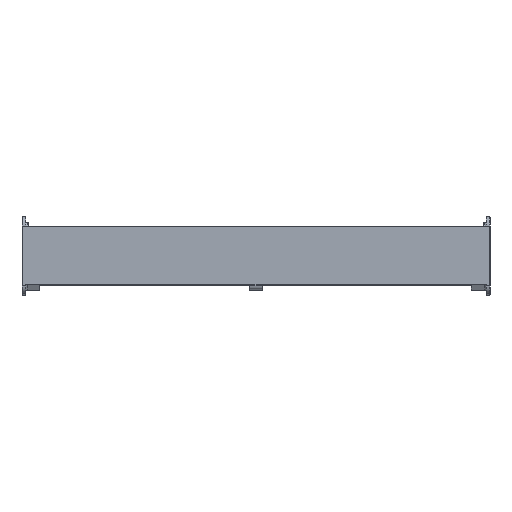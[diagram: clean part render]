
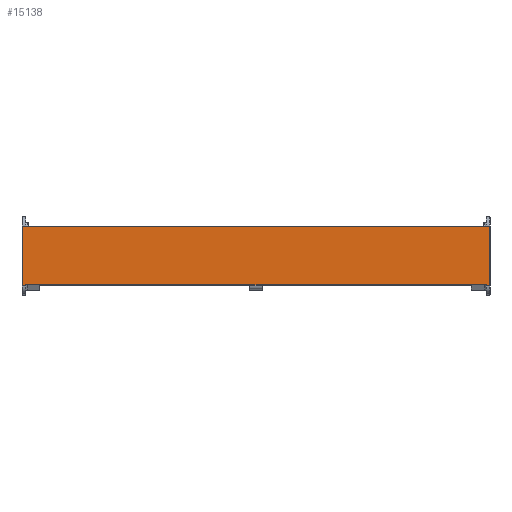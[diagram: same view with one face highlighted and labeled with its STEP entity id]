
A CAD part, top view. The second image highlights one B-rep face of the part: STEP entity #15138.
In plain terms, the highlighted planar face has unit normal (0, 0, 1).
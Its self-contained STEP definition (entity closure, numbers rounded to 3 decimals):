
#643 = CARTESIAN_POINT ( 'NONE',  ( 73.85, -9.5, 38.25 ) ) ;
#729 = LINE ( 'NONE', #2682, #1010 ) ;
#770 = VERTEX_POINT ( 'NONE', #14335 ) ;
#939 = ORIENTED_EDGE ( 'NONE', *, *, #9388, .T. ) ;
#1010 = VECTOR ( 'NONE', #1175, 1000. ) ;
#1172 = ORIENTED_EDGE ( 'NONE', *, *, #10545, .T. ) ;
#1175 = DIRECTION ( 'NONE',  ( 0., -1., 0. ) ) ;
#1258 = LINE ( 'NONE', #9917, #5639 ) ;
#1416 = CARTESIAN_POINT ( 'NONE',  ( 73.85, 9.25, 38.25 ) ) ;
#1571 = EDGE_CURVE ( 'NONE', #8387, #7715, #16523, .T. ) ;
#1764 = CARTESIAN_POINT ( 'NONE',  ( 75., 9.5, 38.25 ) ) ;
#1928 = ORIENTED_EDGE ( 'NONE', *, *, #17433, .T. ) ;
#1949 = EDGE_CURVE ( 'NONE', #770, #14152, #1258, .T. ) ;
#1983 = LINE ( 'NONE', #7324, #7656 ) ;
#2147 = DIRECTION ( 'NONE',  ( 1., 0., 0. ) ) ;
#2195 = CARTESIAN_POINT ( 'NONE',  ( 73.85, 9.5, 38.25 ) ) ;
#2232 = VERTEX_POINT ( 'NONE', #2377 ) ;
#2233 = ORIENTED_EDGE ( 'NONE', *, *, #3062, .F. ) ;
#2277 = VERTEX_POINT ( 'NONE', #8499 ) ;
#2334 = VECTOR ( 'NONE', #3085, 1000. ) ;
#2377 = CARTESIAN_POINT ( 'NONE',  ( -73.85, 9.25, 38.25 ) ) ;
#2682 = CARTESIAN_POINT ( 'NONE',  ( -73.85, -9.25, 38.25 ) ) ;
#2892 = LINE ( 'NONE', #18452, #16883 ) ;
#3062 = EDGE_CURVE ( 'NONE', #8387, #9004, #3826, .T. ) ;
#3085 = DIRECTION ( 'NONE',  ( 0., -1., 0. ) ) ;
#3146 = ORIENTED_EDGE ( 'NONE', *, *, #1949, .T. ) ;
#3553 = CARTESIAN_POINT ( 'NONE',  ( -73.85, -9.25, 38.25 ) ) ;
#3787 = LINE ( 'NONE', #9527, #14710 ) ;
#3826 = LINE ( 'NONE', #3553, #9216 ) ;
#3851 = EDGE_CURVE ( 'NONE', #10021, #16200, #1983, .T. ) ;
#3916 = PLANE ( 'NONE',  #8228 ) ;
#3963 = VERTEX_POINT ( 'NONE', #11467 ) ;
#4031 = EDGE_CURVE ( 'NONE', #3963, #2277, #13319, .T. ) ;
#4341 = LINE ( 'NONE', #17329, #8117 ) ;
#4388 = CARTESIAN_POINT ( 'NONE',  ( 74.9, 9.5, 38.25 ) ) ;
#4635 = VECTOR ( 'NONE', #17559, 1000. ) ;
#4869 = DIRECTION ( 'NONE',  ( -1., 0., 0. ) ) ;
#5187 = CARTESIAN_POINT ( 'NONE',  ( -74.9, 9.5, 38.25 ) ) ;
#5229 = DIRECTION ( 'NONE',  ( 0., 0., -1. ) ) ;
#5256 = ORIENTED_EDGE ( 'NONE', *, *, #15029, .F. ) ;
#5639 = VECTOR ( 'NONE', #11520, 1000. ) ;
#5681 = CARTESIAN_POINT ( 'NONE',  ( 74.9, -9.5, 38.25 ) ) ;
#5749 = LINE ( 'NONE', #1416, #15019 ) ;
#6280 = LINE ( 'NONE', #16005, #13536 ) ;
#6441 = EDGE_LOOP ( 'NONE', ( #3146, #1928, #7534, #5256, #2233, #15574, #1172, #8740, #16650, #16887, #17748, #939 ) ) ;
#7324 = CARTESIAN_POINT ( 'NONE',  ( 73.85, 12.5, 38.25 ) ) ;
#7534 = ORIENTED_EDGE ( 'NONE', *, *, #4031, .T. ) ;
#7656 = VECTOR ( 'NONE', #10050, 1000. ) ;
#7699 = LINE ( 'NONE', #1764, #18401 ) ;
#7715 = VERTEX_POINT ( 'NONE', #643 ) ;
#8117 = VECTOR ( 'NONE', #2147, 1000. ) ;
#8228 = AXIS2_PLACEMENT_3D ( 'NONE', #13800, #5229, #12666 ) ;
#8387 = VERTEX_POINT ( 'NONE', #12210 ) ;
#8499 = CARTESIAN_POINT ( 'NONE',  ( -73.85, -9.5, 38.25 ) ) ;
#8740 = ORIENTED_EDGE ( 'NONE', *, *, #10581, .T. ) ;
#9004 = VERTEX_POINT ( 'NONE', #17609 ) ;
#9216 = VECTOR ( 'NONE', #4869, 1000. ) ;
#9264 = CARTESIAN_POINT ( 'NONE',  ( 73.85, -9.25, 38.25 ) ) ;
#9293 = DIRECTION ( 'NONE',  ( 0., 1., 0. ) ) ;
#9388 = EDGE_CURVE ( 'NONE', #2232, #770, #2892, .T. ) ;
#9455 = EDGE_CURVE ( 'NONE', #13619, #16200, #7699, .T. ) ;
#9527 = CARTESIAN_POINT ( 'NONE',  ( -74.9, 12.5, 38.25 ) ) ;
#9917 = CARTESIAN_POINT ( 'NONE',  ( 75., 9.5, 38.25 ) ) ;
#10021 = VERTEX_POINT ( 'NONE', #10971 ) ;
#10050 = DIRECTION ( 'NONE',  ( 0., 1., 0. ) ) ;
#10338 = DIRECTION ( 'NONE',  ( -1., 0., 0. ) ) ;
#10545 = EDGE_CURVE ( 'NONE', #7715, #15263, #4341, .T. ) ;
#10581 = EDGE_CURVE ( 'NONE', #15263, #13619, #6280, .T. ) ;
#10971 = CARTESIAN_POINT ( 'NONE',  ( 73.85, 9.25, 38.25 ) ) ;
#11467 = CARTESIAN_POINT ( 'NONE',  ( -74.9, -9.5, 38.25 ) ) ;
#11520 = DIRECTION ( 'NONE',  ( -1., 0., 0. ) ) ;
#11589 = EDGE_CURVE ( 'NONE', #10021, #2232, #5749, .T. ) ;
#12210 = CARTESIAN_POINT ( 'NONE',  ( 73.85, -9.25, 38.25 ) ) ;
#12666 = DIRECTION ( 'NONE',  ( -1., 0., 0. ) ) ;
#13281 = DIRECTION ( 'NONE',  ( -1., 0., 0. ) ) ;
#13319 = LINE ( 'NONE', #17931, #4635 ) ;
#13536 = VECTOR ( 'NONE', #9293, 1000. ) ;
#13619 = VERTEX_POINT ( 'NONE', #4388 ) ;
#13800 = CARTESIAN_POINT ( 'NONE',  ( 75., 12.5, 38.25 ) ) ;
#14152 = VERTEX_POINT ( 'NONE', #5187 ) ;
#14205 = DIRECTION ( 'NONE',  ( 0., 1., 0. ) ) ;
#14335 = CARTESIAN_POINT ( 'NONE',  ( -73.85, 9.5, 38.25 ) ) ;
#14710 = VECTOR ( 'NONE', #15276, 1000. ) ;
#15019 = VECTOR ( 'NONE', #13281, 1000. ) ;
#15029 = EDGE_CURVE ( 'NONE', #9004, #2277, #729, .T. ) ;
#15138 = ADVANCED_FACE ( '��20', ( #16817 ), #3916, .F. ) ;
#15263 = VERTEX_POINT ( 'NONE', #5681 ) ;
#15276 = DIRECTION ( 'NONE',  ( 0., -1., 0. ) ) ;
#15574 = ORIENTED_EDGE ( 'NONE', *, *, #1571, .T. ) ;
#16005 = CARTESIAN_POINT ( 'NONE',  ( 74.9, 12.5, 38.25 ) ) ;
#16200 = VERTEX_POINT ( 'NONE', #2195 ) ;
#16523 = LINE ( 'NONE', #9264, #2334 ) ;
#16650 = ORIENTED_EDGE ( 'NONE', *, *, #9455, .T. ) ;
#16817 = FACE_OUTER_BOUND ( 'NONE', #6441, .T. ) ;
#16883 = VECTOR ( 'NONE', #14205, 1000. ) ;
#16887 = ORIENTED_EDGE ( 'NONE', *, *, #3851, .F. ) ;
#17329 = CARTESIAN_POINT ( 'NONE',  ( 75., -9.5, 38.25 ) ) ;
#17433 = EDGE_CURVE ( 'NONE', #14152, #3963, #3787, .T. ) ;
#17559 = DIRECTION ( 'NONE',  ( 1., 0., 0. ) ) ;
#17609 = CARTESIAN_POINT ( 'NONE',  ( -73.85, -9.25, 38.25 ) ) ;
#17748 = ORIENTED_EDGE ( 'NONE', *, *, #11589, .T. ) ;
#17931 = CARTESIAN_POINT ( 'NONE',  ( 75., -9.5, 38.25 ) ) ;
#18401 = VECTOR ( 'NONE', #10338, 1000. ) ;
#18452 = CARTESIAN_POINT ( 'NONE',  ( -73.85, 12.5, 38.25 ) ) ;
